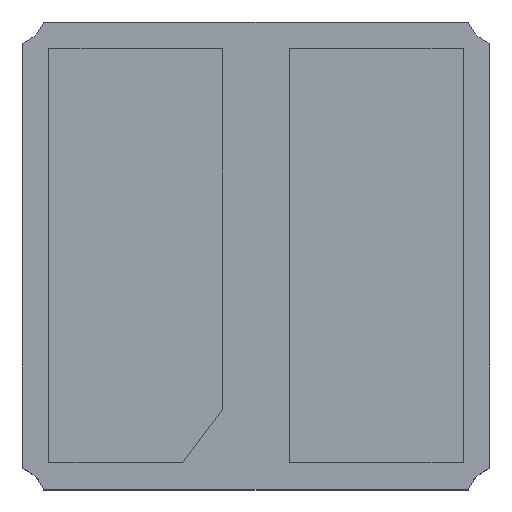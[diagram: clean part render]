
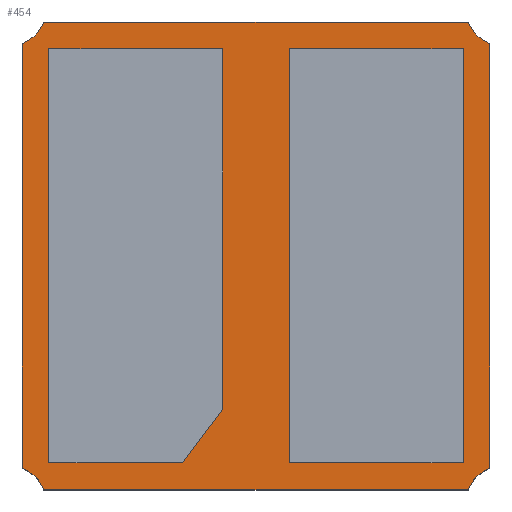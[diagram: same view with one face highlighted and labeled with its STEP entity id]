
A CAD part, top view. The second image highlights one B-rep face of the part: STEP entity #454.
In plain terms, the highlighted planar face has unit normal (0, 0, 1).
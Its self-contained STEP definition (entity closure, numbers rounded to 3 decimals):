
#69=CARTESIAN_POINT('',(-1.85,1.85,1.215));
#70=DIRECTION('',(0.,0.,-1.));
#71=DIRECTION('',(0.934,-0.357,0.));
#72=AXIS2_PLACEMENT_3D('',#69,#70,#71);
#74=DIRECTION('',(-1.,0.,0.));
#75=VECTOR('',#74,3.177);
#76=CARTESIAN_POINT('',(1.588,1.75,1.215));
#77=LINE('',#76,#75);
#78=CARTESIAN_POINT('',(1.85,1.85,1.215));
#79=DIRECTION('',(0.,0.,-1.));
#80=DIRECTION('',(-0.357,-0.934,0.));
#81=AXIS2_PLACEMENT_3D('',#78,#79,#80);
#83=DIRECTION('',(0.,1.,0.));
#84=VECTOR('',#83,3.177);
#85=CARTESIAN_POINT('',(1.75,-1.588,1.215));
#86=LINE('',#85,#84);
#87=CARTESIAN_POINT('',(1.85,-1.85,1.215));
#88=DIRECTION('',(0.,0.,-1.));
#89=DIRECTION('',(-0.934,0.357,0.));
#90=AXIS2_PLACEMENT_3D('',#87,#88,#89);
#92=DIRECTION('',(1.,0.,0.));
#93=VECTOR('',#92,3.177);
#94=CARTESIAN_POINT('',(-1.588,-1.75,1.215));
#95=LINE('',#94,#93);
#96=CARTESIAN_POINT('',(-1.85,-1.85,1.215));
#97=DIRECTION('',(0.,0.,-1.));
#98=DIRECTION('',(0.357,0.934,0.));
#99=AXIS2_PLACEMENT_3D('',#96,#97,#98);
#101=DIRECTION('',(0.,-1.,0.));
#102=VECTOR('',#101,3.177);
#103=CARTESIAN_POINT('',(-1.75,1.588,1.215));
#104=LINE('',#103,#102);
#105=DIRECTION('',(0.,-1.,0.));
#106=VECTOR('',#105,3.1);
#107=CARTESIAN_POINT('',(-1.55,1.55,1.215));
#108=LINE('',#107,#106);
#109=DIRECTION('',(1.,0.,0.));
#110=VECTOR('',#109,1.);
#111=CARTESIAN_POINT('',(-1.55,-1.55,1.215));
#112=LINE('',#111,#110);
#113=DIRECTION('',(0.6,0.8,0.));
#114=VECTOR('',#113,0.5);
#115=CARTESIAN_POINT('',(-0.55,-1.55,1.215));
#116=LINE('',#115,#114);
#117=DIRECTION('',(0.,1.,0.));
#118=VECTOR('',#117,2.7);
#119=CARTESIAN_POINT('',(-0.25,-1.15,1.215));
#120=LINE('',#119,#118);
#121=DIRECTION('',(-1.,0.,0.));
#122=VECTOR('',#121,1.3);
#123=CARTESIAN_POINT('',(-0.25,1.55,1.215));
#124=LINE('',#123,#122);
#125=DIRECTION('',(0.,-1.,0.));
#126=VECTOR('',#125,3.1);
#127=CARTESIAN_POINT('',(0.25,1.55,1.215));
#128=LINE('',#127,#126);
#129=DIRECTION('',(1.,0.,0.));
#130=VECTOR('',#129,1.3);
#131=CARTESIAN_POINT('',(0.25,-1.55,1.215));
#132=LINE('',#131,#130);
#133=DIRECTION('',(0.,1.,0.));
#134=VECTOR('',#133,3.1);
#135=CARTESIAN_POINT('',(1.55,-1.55,1.215));
#136=LINE('',#135,#134);
#137=DIRECTION('',(-1.,0.,0.));
#138=VECTOR('',#137,1.3);
#139=CARTESIAN_POINT('',(1.55,1.55,1.215));
#140=LINE('',#139,#138);
#231=CARTESIAN_POINT('',(-1.55,1.55,1.215));
#232=CARTESIAN_POINT('',(-1.55,-1.55,1.215));
#233=VERTEX_POINT('',#231);
#234=VERTEX_POINT('',#232);
#235=CARTESIAN_POINT('',(-0.55,-1.55,1.215));
#236=VERTEX_POINT('',#235);
#237=CARTESIAN_POINT('',(-0.25,-1.15,1.215));
#238=CARTESIAN_POINT('',(-0.25,1.55,1.215));
#239=VERTEX_POINT('',#237);
#240=VERTEX_POINT('',#238);
#241=CARTESIAN_POINT('',(0.25,1.55,1.215));
#242=CARTESIAN_POINT('',(0.25,-1.55,1.215));
#243=VERTEX_POINT('',#241);
#244=VERTEX_POINT('',#242);
#245=CARTESIAN_POINT('',(1.55,-1.55,1.215));
#246=VERTEX_POINT('',#245);
#247=CARTESIAN_POINT('',(1.55,1.55,1.215));
#248=VERTEX_POINT('',#247);
#265=CARTESIAN_POINT('',(-1.588,1.75,1.215));
#266=CARTESIAN_POINT('',(-1.75,1.588,1.215));
#267=VERTEX_POINT('',#265);
#268=VERTEX_POINT('',#266);
#269=CARTESIAN_POINT('',(-1.75,-1.588,1.215));
#270=VERTEX_POINT('',#269);
#271=CARTESIAN_POINT('',(-1.588,-1.75,1.215));
#272=VERTEX_POINT('',#271);
#273=CARTESIAN_POINT('',(1.588,-1.75,1.215));
#274=VERTEX_POINT('',#273);
#275=CARTESIAN_POINT('',(1.75,-1.588,1.215));
#276=VERTEX_POINT('',#275);
#277=CARTESIAN_POINT('',(1.75,1.588,1.215));
#278=VERTEX_POINT('',#277);
#279=CARTESIAN_POINT('',(1.588,1.75,1.215));
#280=VERTEX_POINT('',#279);
#417=CARTESIAN_POINT('',(0.,0.,1.215));
#418=DIRECTION('',(0.,0.,1.));
#419=DIRECTION('',(1.,0.,0.));
#420=AXIS2_PLACEMENT_3D('',#417,#418,#419);
#421=PLANE('',#420);
#422=ORIENTED_EDGE('',*,*,#313,.F.);
#423=ORIENTED_EDGE('',*,*,#328,.F.);
#424=ORIENTED_EDGE('',*,*,#342,.F.);
#425=ORIENTED_EDGE('',*,*,#356,.F.);
#426=ORIENTED_EDGE('',*,*,#370,.F.);
#427=ORIENTED_EDGE('',*,*,#384,.F.);
#428=ORIENTED_EDGE('',*,*,#398,.F.);
#429=ORIENTED_EDGE('',*,*,#411,.F.);
#430=EDGE_LOOP('',(#422,#423,#424,#425,#426,#427,#428,#429));
#431=FACE_OUTER_BOUND('',#430,.F.);
#433=ORIENTED_EDGE('',*,*,#432,.T.);
#435=ORIENTED_EDGE('',*,*,#434,.T.);
#437=ORIENTED_EDGE('',*,*,#436,.T.);
#439=ORIENTED_EDGE('',*,*,#438,.T.);
#441=ORIENTED_EDGE('',*,*,#440,.T.);
#442=EDGE_LOOP('',(#433,#435,#437,#439,#441));
#443=FACE_BOUND('',#442,.F.);
#445=ORIENTED_EDGE('',*,*,#444,.T.);
#447=ORIENTED_EDGE('',*,*,#446,.T.);
#449=ORIENTED_EDGE('',*,*,#448,.T.);
#451=ORIENTED_EDGE('',*,*,#450,.T.);
#452=EDGE_LOOP('',(#445,#447,#449,#451));
#453=FACE_BOUND('',#452,.F.);
#454=ADVANCED_FACE('',(#431,#443,#453),#421,.T.);
#73=CIRCLE('',#72,0.28);
#82=CIRCLE('',#81,0.28);
#91=CIRCLE('',#90,0.28);
#100=CIRCLE('',#99,0.28);
#313=EDGE_CURVE('',#267,#268,#73,.T.);
#328=EDGE_CURVE('',#280,#267,#77,.T.);
#342=EDGE_CURVE('',#278,#280,#82,.T.);
#356=EDGE_CURVE('',#276,#278,#86,.T.);
#370=EDGE_CURVE('',#274,#276,#91,.T.);
#384=EDGE_CURVE('',#272,#274,#95,.T.);
#398=EDGE_CURVE('',#270,#272,#100,.T.);
#411=EDGE_CURVE('',#268,#270,#104,.T.);
#432=EDGE_CURVE('',#233,#234,#108,.T.);
#434=EDGE_CURVE('',#234,#236,#112,.T.);
#436=EDGE_CURVE('',#236,#239,#116,.T.);
#438=EDGE_CURVE('',#239,#240,#120,.T.);
#440=EDGE_CURVE('',#240,#233,#124,.T.);
#444=EDGE_CURVE('',#243,#244,#128,.T.);
#446=EDGE_CURVE('',#244,#246,#132,.T.);
#448=EDGE_CURVE('',#246,#248,#136,.T.);
#450=EDGE_CURVE('',#248,#243,#140,.T.);
